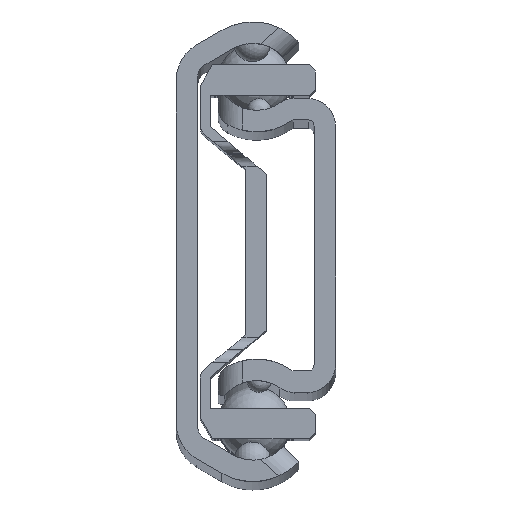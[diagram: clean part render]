
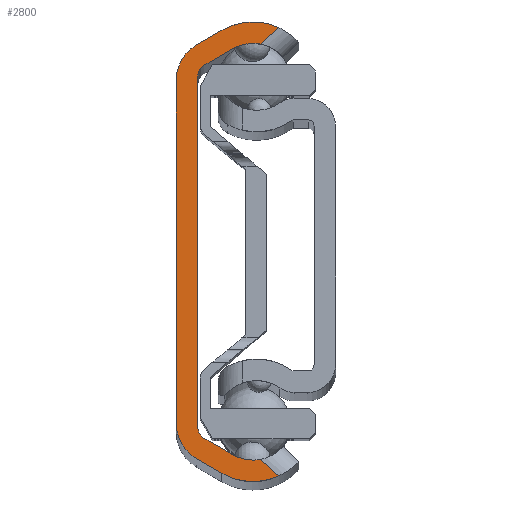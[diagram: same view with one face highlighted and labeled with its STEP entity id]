
A CAD part, top view. The second image highlights one B-rep face of the part: STEP entity #2800.
In plain terms, the highlighted planar face has unit normal (0, 0, 1).
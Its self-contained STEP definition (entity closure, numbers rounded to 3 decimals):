
#90=PLANE('',#3017);
#217=LINE('',#5421,#430);
#219=LINE('',#5427,#432);
#220=LINE('',#5431,#433);
#221=LINE('',#5435,#434);
#222=LINE('',#5438,#435);
#223=LINE('',#5440,#436);
#224=LINE('',#5444,#437);
#225=LINE('',#5447,#438);
#430=VECTOR('',#3374,10.);
#432=VECTOR('',#3380,10.);
#433=VECTOR('',#3383,10.);
#434=VECTOR('',#3386,10.);
#435=VECTOR('',#3389,10.);
#436=VECTOR('',#3390,10.);
#437=VECTOR('',#3393,10.);
#438=VECTOR('',#3396,10.);
#731=FACE_OUTER_BOUND('',#886,.T.);
#886=EDGE_LOOP('',(#1930,#1931,#1932,#1933,#1934,#1935,#1936,#1937,#1938,
#1939,#1940,#1941,#1942,#1943,#1944,#1945));
#1080=CIRCLE('',#3004,3.3);
#1088=CIRCLE('',#3015,3.3);
#1089=CIRCLE('',#3018,5.05);
#1090=CIRCLE('',#3019,3.3);
#1091=CIRCLE('',#3020,3.3);
#1092=CIRCLE('',#3021,5.05);
#1093=CIRCLE('',#3022,1.);
#1094=CIRCLE('',#3023,1.);
#1212=VERTEX_POINT('',#5218);
#1213=VERTEX_POINT('',#5220);
#1231=VERTEX_POINT('',#5352);
#1232=VERTEX_POINT('',#5387);
#1234=VERTEX_POINT('',#5392);
#1235=VERTEX_POINT('',#5424);
#1236=VERTEX_POINT('',#5426);
#1237=VERTEX_POINT('',#5428);
#1238=VERTEX_POINT('',#5430);
#1239=VERTEX_POINT('',#5432);
#1240=VERTEX_POINT('',#5434);
#1241=VERTEX_POINT('',#5436);
#1242=VERTEX_POINT('',#5439);
#1243=VERTEX_POINT('',#5441);
#1244=VERTEX_POINT('',#5443);
#1245=VERTEX_POINT('',#5445);
#1485=EDGE_CURVE('',#1212,#1213,#1080,.T.);
#1507=EDGE_CURVE('',#1231,#1232,#1088,.T.);
#1510=EDGE_CURVE('',#1234,#1231,#217,.T.);
#1512=EDGE_CURVE('',#1235,#1234,#1089,.T.);
#1513=EDGE_CURVE('',#1236,#1235,#219,.T.);
#1514=EDGE_CURVE('',#1237,#1236,#1090,.T.);
#1515=EDGE_CURVE('',#1238,#1237,#220,.T.);
#1516=EDGE_CURVE('',#1239,#1238,#1091,.T.);
#1517=EDGE_CURVE('',#1240,#1239,#221,.T.);
#1518=EDGE_CURVE('',#1241,#1240,#1092,.T.);
#1519=EDGE_CURVE('',#1213,#1241,#222,.T.);
#1520=EDGE_CURVE('',#1242,#1212,#223,.T.);
#1521=EDGE_CURVE('',#1243,#1242,#1093,.T.);
#1522=EDGE_CURVE('',#1244,#1243,#224,.T.);
#1523=EDGE_CURVE('',#1245,#1244,#1094,.T.);
#1524=EDGE_CURVE('',#1232,#1245,#225,.T.);
#1930=ORIENTED_EDGE('',*,*,#1510,.F.);
#1931=ORIENTED_EDGE('',*,*,#1512,.F.);
#1932=ORIENTED_EDGE('',*,*,#1513,.F.);
#1933=ORIENTED_EDGE('',*,*,#1514,.F.);
#1934=ORIENTED_EDGE('',*,*,#1515,.F.);
#1935=ORIENTED_EDGE('',*,*,#1516,.F.);
#1936=ORIENTED_EDGE('',*,*,#1517,.F.);
#1937=ORIENTED_EDGE('',*,*,#1518,.F.);
#1938=ORIENTED_EDGE('',*,*,#1519,.F.);
#1939=ORIENTED_EDGE('',*,*,#1485,.F.);
#1940=ORIENTED_EDGE('',*,*,#1520,.F.);
#1941=ORIENTED_EDGE('',*,*,#1521,.F.);
#1942=ORIENTED_EDGE('',*,*,#1522,.F.);
#1943=ORIENTED_EDGE('',*,*,#1523,.F.);
#1944=ORIENTED_EDGE('',*,*,#1524,.F.);
#1945=ORIENTED_EDGE('',*,*,#1507,.F.);
#2800=ADVANCED_FACE('',(#731),#90,.T.);
#3004=AXIS2_PLACEMENT_3D('',#5221,#3337,#3338);
#3015=AXIS2_PLACEMENT_3D('',#5388,#3369,#3370);
#3017=AXIS2_PLACEMENT_3D('',#5423,#3376,#3377);
#3018=AXIS2_PLACEMENT_3D('',#5425,#3378,#3379);
#3019=AXIS2_PLACEMENT_3D('',#5429,#3381,#3382);
#3020=AXIS2_PLACEMENT_3D('',#5433,#3384,#3385);
#3021=AXIS2_PLACEMENT_3D('',#5437,#3387,#3388);
#3022=AXIS2_PLACEMENT_3D('',#5442,#3391,#3392);
#3023=AXIS2_PLACEMENT_3D('',#5446,#3394,#3395);
#3337=DIRECTION('center_axis',(0.,0.,1.));
#3338=DIRECTION('ref_axis',(-0.5,-0.866,0.));
#3369=DIRECTION('center_axis',(0.,0.,1.));
#3370=DIRECTION('ref_axis',(0.745,0.667,0.));
#3374=DIRECTION('',(-0.737,-0.676,0.));
#3376=DIRECTION('center_axis',(0.,0.,1.));
#3377=DIRECTION('ref_axis',(1.,0.,0.));
#3378=DIRECTION('center_axis',(0.,0.,-1.));
#3379=DIRECTION('ref_axis',(-0.743,-0.67,0.));
#3380=DIRECTION('',(0.866,0.5,0.));
#3381=DIRECTION('center_axis',(0.,0.,-1.));
#3382=DIRECTION('ref_axis',(0.5,-0.866,0.));
#3383=DIRECTION('',(0.,1.,0.));
#3384=DIRECTION('center_axis',(0.,0.,-1.));
#3385=DIRECTION('ref_axis',(1.,0.,0.));
#3386=DIRECTION('',(-0.866,0.5,0.));
#3387=DIRECTION('center_axis',(0.,0.,-1.));
#3388=DIRECTION('ref_axis',(0.5,0.866,0.));
#3389=DIRECTION('',(0.737,-0.676,0.));
#3390=DIRECTION('',(0.866,-0.5,0.));
#3391=DIRECTION('center_axis',(0.,0.,1.));
#3392=DIRECTION('ref_axis',(-1.,0.,0.));
#3393=DIRECTION('',(0.,-1.,0.));
#3394=DIRECTION('center_axis',(0.,0.,1.));
#3395=DIRECTION('ref_axis',(-0.5,0.866,0.));
#3396=DIRECTION('',(-0.866,-0.5,0.));
#5218=CARTESIAN_POINT('',(-1.659,-16.555,199.));
#5220=CARTESIAN_POINT('',(0.624,-16.936,199.));
#5221=CARTESIAN_POINT('Origin',(-0.009,-13.698,
199.));
#5352=CARTESIAN_POINT('',(0.633,16.941,199.));
#5387=CARTESIAN_POINT('',(-1.65,16.56,199.));
#5388=CARTESIAN_POINT('Origin',(0.,13.702,199.));
#5392=CARTESIAN_POINT('',(2.107,18.292,199.));
#5421=CARTESIAN_POINT('',(-3.832,12.85,199.));
#5423=CARTESIAN_POINT('Origin',(-3.523,0.004,199.));
#5424=CARTESIAN_POINT('',(-2.525,18.076,199.));
#5425=CARTESIAN_POINT('Origin',(0.,13.702,199.));
#5426=CARTESIAN_POINT('',(-4.6,16.878,199.));
#5427=CARTESIAN_POINT('',(-4.6,16.878,199.));
#5428=CARTESIAN_POINT('',(-6.25,14.02,199.));
#5429=CARTESIAN_POINT('Origin',(-2.95,14.02,199.));
#5430=CARTESIAN_POINT('',(-6.25,-14.02,199.));
#5431=CARTESIAN_POINT('',(-6.25,-14.02,199.));
#5432=CARTESIAN_POINT('',(-4.6,-16.878,199.));
#5433=CARTESIAN_POINT('Origin',(-2.95,-14.02,199.));
#5434=CARTESIAN_POINT('',(-2.534,-18.071,199.));
#5435=CARTESIAN_POINT('',(-2.534,-18.071,199.));
#5436=CARTESIAN_POINT('',(2.098,-18.287,199.));
#5437=CARTESIAN_POINT('Origin',(-0.009,-13.698,
199.));
#5438=CARTESIAN_POINT('',(-4.484,-12.255,199.));
#5439=CARTESIAN_POINT('',(-4.,-15.204,199.));
#5440=CARTESIAN_POINT('',(-4.,-15.204,199.));
#5441=CARTESIAN_POINT('',(-4.5,-14.338,199.));
#5442=CARTESIAN_POINT('Origin',(-3.5,-14.338,199.));
#5443=CARTESIAN_POINT('',(-4.5,14.338,199.));
#5444=CARTESIAN_POINT('',(-4.5,14.338,199.));
#5445=CARTESIAN_POINT('',(-4.,15.204,199.));
#5446=CARTESIAN_POINT('Origin',(-3.5,14.338,199.));
#5447=CARTESIAN_POINT('',(-1.65,16.56,199.));
